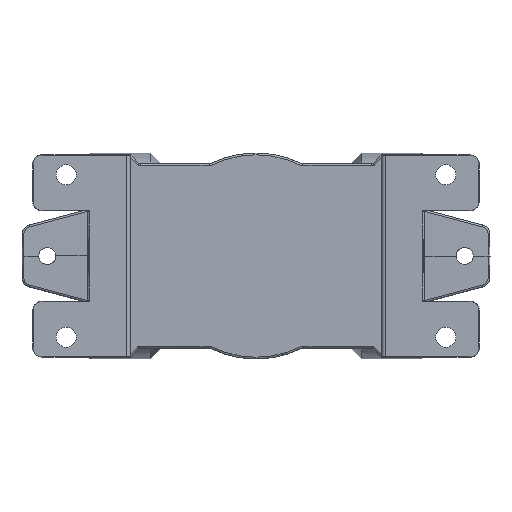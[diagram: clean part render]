
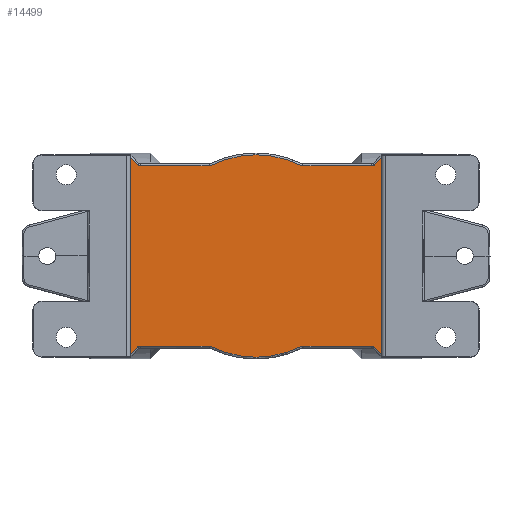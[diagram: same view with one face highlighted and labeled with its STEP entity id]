
A CAD part, front view. The second image highlights one B-rep face of the part: STEP entity #14499.
In plain terms, the highlighted planar face has unit normal (0, -1, 0).
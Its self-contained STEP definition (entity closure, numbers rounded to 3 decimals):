
#619=DIRECTION('',(-1.,0.,0.));
#620=VECTOR('',#619,19.365);
#621=CARTESIAN_POINT('',(-12.696,-5.5,-24.956));
#622=LINE('',#621,#620);
#627=CARTESIAN_POINT('',(-32.061,-5.5,
-24.956));
#628=CARTESIAN_POINT('',(-32.15,-5.5,
-24.957));
#629=CARTESIAN_POINT('',(-32.322,-5.5,
-24.98));
#630=CARTESIAN_POINT('',(-32.562,-5.5,
-25.078));
#631=CARTESIAN_POINT('',(-32.702,-5.5,
-25.185));
#632=CARTESIAN_POINT('',(-32.768,-5.5,
-25.249));
#670=DIRECTION('',(0.,0.,1.));
#671=VECTOR('',#670,54.462);
#672=CARTESIAN_POINT('',(-34.75,-5.5,-27.231));
#673=LINE('',#672,#671);
#679=CARTESIAN_POINT('',(-34.75,-5.5,-27.231));
#715=CARTESIAN_POINT('',(-32.768,-5.5,25.249));
#716=CARTESIAN_POINT('',(-32.704,-5.5,25.187));
#717=CARTESIAN_POINT('',(-32.567,-5.5,25.081));
#718=CARTESIAN_POINT('',(-32.328,-5.5,24.981));
#719=CARTESIAN_POINT('',(-32.153,-5.5,24.958));
#720=CARTESIAN_POINT('',(-32.061,-5.5,24.956));
#731=DIRECTION('',(1.,0.,0.));
#732=VECTOR('',#731,19.365);
#733=CARTESIAN_POINT('',(-32.061,-5.5,24.956));
#734=LINE('',#733,#732);
#3216=CARTESIAN_POINT('',(-12.696,-5.5,-24.956));
#3231=DIRECTION('',(-1.,0.,0.));
#3232=VECTOR('',#3231,19.365);
#3233=CARTESIAN_POINT('',(32.061,-5.5,
-24.956));
#3234=LINE('',#3233,#3232);
#3240=CARTESIAN_POINT('',(32.768,-5.5,
-25.249));
#3241=CARTESIAN_POINT('',(32.704,-5.5,
-25.187));
#3242=CARTESIAN_POINT('',(32.567,-5.5,
-25.081));
#3243=CARTESIAN_POINT('',(32.328,-5.5,
-24.981));
#3244=CARTESIAN_POINT('',(32.153,-5.5,
-24.958));
#3245=CARTESIAN_POINT('',(32.061,-5.5,
-24.956));
#3252=DIRECTION('',(0.707,0.,-0.707));
#3253=VECTOR('',#3252,2.803);
#3254=CARTESIAN_POINT('',(32.768,-5.5,
-25.249));
#3255=LINE('',#3254,#3253);
#3256=CARTESIAN_POINT('',(0.,-5.5,0.));
#3257=DIRECTION('',(0.,-1.,0.));
#3258=DIRECTION('',(-0.453,0.,-0.891));
#3259=AXIS2_PLACEMENT_3D('',#3256,#3257,#3258);
#3261=DIRECTION('',(0.707,0.,0.707));
#3262=VECTOR('',#3261,2.803);
#3263=CARTESIAN_POINT('',(-34.75,-5.5,-27.231));
#3264=LINE('',#3263,#3262);
#3265=DIRECTION('',(-0.707,0.,0.707));
#3266=VECTOR('',#3265,2.803);
#3267=CARTESIAN_POINT('',(-32.768,-5.5,
25.249));
#3268=LINE('',#3267,#3266);
#3269=CARTESIAN_POINT('',(0.,-5.5,0.));
#3270=DIRECTION('',(0.,-1.,0.));
#3271=DIRECTION('',(0.453,0.,0.891));
#3272=AXIS2_PLACEMENT_3D('',#3269,#3270,#3271);
#3274=DIRECTION('',(-0.707,0.,-0.707));
#3275=VECTOR('',#3274,2.803);
#3276=CARTESIAN_POINT('',(34.75,-5.5,27.231));
#3277=LINE('',#3276,#3275);
#3293=CARTESIAN_POINT('',(34.75,-5.5,-27.231));
#3300=DIRECTION('',(0.,0.,-1.));
#3301=VECTOR('',#3300,54.462);
#3302=CARTESIAN_POINT('',(34.75,-5.5,27.231));
#3303=LINE('',#3302,#3301);
#3685=DIRECTION('',(1.,0.,0.));
#3686=VECTOR('',#3685,19.365);
#3687=CARTESIAN_POINT('',(12.696,-5.5,24.956));
#3688=LINE('',#3687,#3686);
#3698=CARTESIAN_POINT('',(32.061,-5.5,24.956));
#3699=CARTESIAN_POINT('',(32.15,-5.5,24.957));
#3700=CARTESIAN_POINT('',(32.322,-5.5,24.98));
#3701=CARTESIAN_POINT('',(32.562,-5.5,25.078));
#3702=CARTESIAN_POINT('',(32.702,-5.5,25.185));
#3703=CARTESIAN_POINT('',(32.768,-5.5,25.249));
#3745=CARTESIAN_POINT('',(12.696,-5.5,24.956));
#8000=VERTEX_POINT('',#3745);
#8054=CARTESIAN_POINT('',(32.061,-5.5,24.956));
#8055=VERTEX_POINT('',#8054);
#8088=CARTESIAN_POINT('',(-32.061,-5.5,
24.956));
#8089=CARTESIAN_POINT('',(-12.696,-5.5,24.956));
#8090=VERTEX_POINT('',#8088);
#8091=VERTEX_POINT('',#8089);
#8361=VERTEX_POINT('',#3216);
#8364=CARTESIAN_POINT('',(-32.061,-5.5,
-24.956));
#8365=VERTEX_POINT('',#8364);
#8370=CARTESIAN_POINT('',(12.696,-5.5,-24.956));
#8371=VERTEX_POINT('',#8370);
#8392=CARTESIAN_POINT('',(32.061,-5.5,
-24.956));
#8393=VERTEX_POINT('',#8392);
#8437=CARTESIAN_POINT('',(34.75,-5.5,27.231));
#8438=CARTESIAN_POINT('',(32.768,-5.5,25.249));
#8439=VERTEX_POINT('',#8437);
#8440=VERTEX_POINT('',#8438);
#8446=VERTEX_POINT('',#3240);
#8447=VERTEX_POINT('',#3293);
#8456=CARTESIAN_POINT('',(-32.768,-5.5,
25.249));
#8457=CARTESIAN_POINT('',(-34.75,-5.5,27.231));
#8458=VERTEX_POINT('',#8456);
#8459=VERTEX_POINT('',#8457);
#8461=VERTEX_POINT('',#679);
#8473=CARTESIAN_POINT('',(-32.768,-5.5,-25.249));
#8474=VERTEX_POINT('',#8473);
#14470=CARTESIAN_POINT('',(0.,-5.5,0.));
#14471=DIRECTION('',(0.,-1.,0.));
#14472=DIRECTION('',(0.,0.,-1.));
#14473=AXIS2_PLACEMENT_3D('',#14470,#14471,#14472);
#14474=PLANE('',#14473);
#14476=ORIENTED_EDGE('',*,*,#14475,.T.);
#14478=ORIENTED_EDGE('',*,*,#14477,.F.);
#14479=ORIENTED_EDGE('',*,*,#14461,.T.);
#14480=ORIENTED_EDGE('',*,*,#14434,.T.);
#14481=ORIENTED_EDGE('',*,*,#14419,.F.);
#14482=ORIENTED_EDGE('',*,*,#10785,.T.);
#14483=ORIENTED_EDGE('',*,*,#10816,.T.);
#14484=ORIENTED_EDGE('',*,*,#10834,.F.);
#14485=ORIENTED_EDGE('',*,*,#10860,.T.);
#14486=ORIENTED_EDGE('',*,*,#10892,.F.);
#14487=ORIENTED_EDGE('',*,*,#10924,.T.);
#14488=ORIENTED_EDGE('',*,*,#10942,.T.);
#14490=ORIENTED_EDGE('',*,*,#14489,.F.);
#14492=ORIENTED_EDGE('',*,*,#14491,.T.);
#14494=ORIENTED_EDGE('',*,*,#14493,.T.);
#14496=ORIENTED_EDGE('',*,*,#14495,.F.);
#14497=EDGE_LOOP('',(#14476,#14478,#14479,#14480,#14481,#14482,#14483,#14484,
#14485,#14486,#14487,#14488,#14490,#14492,#14494,#14496));
#14498=FACE_OUTER_BOUND('',#14497,.F.);
#14499=ADVANCED_FACE('',(#14498),#14474,.T.);
#633=B_SPLINE_CURVE_WITH_KNOTS('',3,(#627,#628,#629,#630,#631,#632),
.UNSPECIFIED.,.F.,.F.,(4,1,1,4),(0.,0.333,0.667,1.),
.UNSPECIFIED.);
#721=B_SPLINE_CURVE_WITH_KNOTS('',3,(#715,#716,#717,#718,#719,#720),
.UNSPECIFIED.,.F.,.F.,(4,1,1,4),(0.,0.333,0.667,1.),
.UNSPECIFIED.);
#3246=B_SPLINE_CURVE_WITH_KNOTS('',3,(#3240,#3241,#3242,#3243,#3244,#3245),
.UNSPECIFIED.,.F.,.F.,(4,1,1,4),(0.,0.333,0.667,1.),
.UNSPECIFIED.);
#3260=CIRCLE('',#3259,28.);
#3273=CIRCLE('',#3272,28.);
#3704=B_SPLINE_CURVE_WITH_KNOTS('',3,(#3698,#3699,#3700,#3701,#3702,#3703),
.UNSPECIFIED.,.F.,.F.,(4,1,1,4),(0.,0.333,0.667,1.),
.UNSPECIFIED.);
#10785=EDGE_CURVE('',#8361,#8365,#622,.T.);
#10816=EDGE_CURVE('',#8365,#8474,#633,.T.);
#10834=EDGE_CURVE('',#8461,#8474,#3264,.T.);
#10860=EDGE_CURVE('',#8461,#8459,#673,.T.);
#10892=EDGE_CURVE('',#8458,#8459,#3268,.T.);
#10924=EDGE_CURVE('',#8458,#8090,#721,.T.);
#10942=EDGE_CURVE('',#8090,#8091,#734,.T.);
#14419=EDGE_CURVE('',#8361,#8371,#3260,.T.);
#14434=EDGE_CURVE('',#8393,#8371,#3234,.T.);
#14461=EDGE_CURVE('',#8446,#8393,#3246,.T.);
#14475=EDGE_CURVE('',#8439,#8447,#3303,.T.);
#14477=EDGE_CURVE('',#8446,#8447,#3255,.T.);
#14489=EDGE_CURVE('',#8000,#8091,#3273,.T.);
#14491=EDGE_CURVE('',#8000,#8055,#3688,.T.);
#14493=EDGE_CURVE('',#8055,#8440,#3704,.T.);
#14495=EDGE_CURVE('',#8439,#8440,#3277,.T.);
